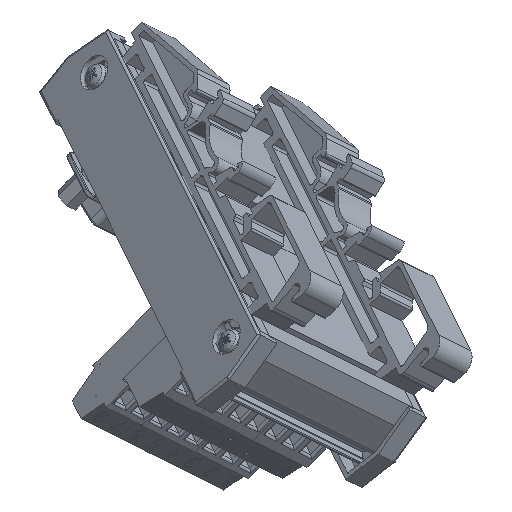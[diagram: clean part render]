
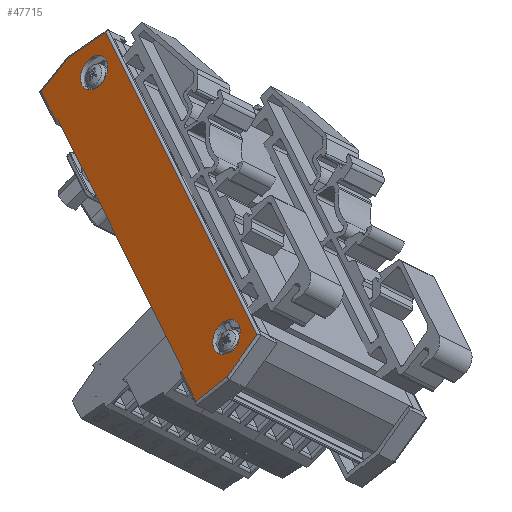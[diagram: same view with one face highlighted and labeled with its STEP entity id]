
A CAD part, left-side view. The second image highlights one B-rep face of the part: STEP entity #47715.
In plain terms, the highlighted face is planar.
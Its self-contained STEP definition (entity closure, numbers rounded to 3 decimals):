
#47254=CARTESIAN_POINT('',(-16.628,6.238,5.0));
#47255=VERTEX_POINT('',#47254);
#47262=CARTESIAN_POINT('',(54.672,6.238,5.0));
#47263=VERTEX_POINT('',#47262);
#47264=CARTESIAN_POINT('',(54.672,6.238,5.0));
#47265=DIRECTION('',(-1.0,0.0,0.0));
#47266=VECTOR('',#47265,71.3);
#47267=LINE('',#47264,#47266);
#47268=EDGE_CURVE('',#47263,#47255,#47267,.T.);
#47511=CARTESIAN_POINT('',(60.272,-5.162,5.0));
#47512=VERTEX_POINT('',#47511);
#47513=CARTESIAN_POINT('',(56.772,-5.162,5.0));
#47514=DIRECTION('',(0.0,0.0,-1.0));
#47515=DIRECTION('',(-1.0,0.0,0.0));
#47516=AXIS2_PLACEMENT_3D('',#47513,#47514,#47515);
#47517=CIRCLE('',#47516,3.5);
#47518=EDGE_CURVE('',#47512,#47512,#47517,.T.);
#47551=CARTESIAN_POINT('',(-15.228,-5.162,5.0));
#47552=VERTEX_POINT('',#47551);
#47553=CARTESIAN_POINT('',(-18.728,-5.162,5.0));
#47554=DIRECTION('',(0.0,0.0,-1.0));
#47555=DIRECTION('',(-1.0,0.0,0.0));
#47556=AXIS2_PLACEMENT_3D('',#47553,#47554,#47555);
#47557=CIRCLE('',#47556,3.5);
#47558=EDGE_CURVE('',#47552,#47552,#47557,.T.);
#47592=CARTESIAN_POINT('',(54.672,6.738,5.0));
#47593=VERTEX_POINT('',#47592);
#47594=CARTESIAN_POINT('',(54.672,6.738,5.0));
#47595=DIRECTION('',(0.0,-1.0,0.0));
#47596=VECTOR('',#47595,0.5);
#47597=LINE('',#47594,#47596);
#47598=EDGE_CURVE('',#47593,#47263,#47597,.T.);
#47623=CARTESIAN_POINT('',(-16.628,6.738,5.0));
#47624=VERTEX_POINT('',#47623);
#47632=CARTESIAN_POINT('',(-16.628,6.238,5.0));
#47633=DIRECTION('',(0.0,1.0,0.0));
#47634=VECTOR('',#47633,0.5);
#47635=LINE('',#47632,#47634);
#47636=EDGE_CURVE('',#47255,#47624,#47635,.T.);
#47645=CARTESIAN_POINT('',(19.022,-2.126,5.0));
#47646=DIRECTION('',(0.0,0.0,1.0));
#47647=DIRECTION('',(1.0,0.0,0.0));
#47648=AXIS2_PLACEMENT_3D('',#47645,#47646,#47647);
#47649=PLANE('',#47648);
#47650=ORIENTED_EDGE('',*,*,#47598,.T.);
#47651=ORIENTED_EDGE('',*,*,#47268,.T.);
#47652=ORIENTED_EDGE('',*,*,#47636,.T.);
#47653=CARTESIAN_POINT('',(-25.176,6.738,5.0));
#47654=VERTEX_POINT('',#47653);
#47655=CARTESIAN_POINT('',(-25.176,6.738,5.0));
#47656=DIRECTION('',(1.0,0.0,0.0));
#47657=VECTOR('',#47656,8.548);
#47658=LINE('',#47655,#47657);
#47659=EDGE_CURVE('',#47654,#47624,#47658,.T.);
#47660=ORIENTED_EDGE('',*,*,#47659,.F.);
#47661=CARTESIAN_POINT('',(-26.459,-1.405,5.0));
#47662=VERTEX_POINT('',#47661);
#47663=CARTESIAN_POINT('',(-26.459,-1.405,5.0));
#47664=DIRECTION('',(0.156,0.988,0.0));
#47665=VECTOR('',#47664,8.244);
#47666=LINE('',#47663,#47665);
#47667=EDGE_CURVE('',#47662,#47654,#47666,.T.);
#47668=ORIENTED_EDGE('',*,*,#47667,.F.);
#47669=CARTESIAN_POINT('',(-24.157,-11.162,5.0));
#47670=VERTEX_POINT('',#47669);
#47671=CARTESIAN_POINT('',(-24.157,-11.162,5.0));
#47672=DIRECTION('',(-0.23,0.973,0.0));
#47673=VECTOR('',#47672,10.024);
#47674=LINE('',#47671,#47673);
#47675=EDGE_CURVE('',#47670,#47662,#47674,.T.);
#47676=ORIENTED_EDGE('',*,*,#47675,.F.);
#47677=CARTESIAN_POINT('',(62.201,-11.162,5.0));
#47678=VERTEX_POINT('',#47677);
#47679=CARTESIAN_POINT('',(62.201,-11.162,5.0));
#47680=DIRECTION('',(-1.0,0.0,0.0));
#47681=VECTOR('',#47680,86.358);
#47682=LINE('',#47679,#47681);
#47683=EDGE_CURVE('',#47678,#47670,#47682,.T.);
#47684=ORIENTED_EDGE('',*,*,#47683,.F.);
#47685=CARTESIAN_POINT('',(64.503,-1.405,5.0));
#47686=VERTEX_POINT('',#47685);
#47687=CARTESIAN_POINT('',(64.503,-1.405,5.0));
#47688=DIRECTION('',(-0.23,-0.973,0.0));
#47689=VECTOR('',#47688,10.024);
#47690=LINE('',#47687,#47689);
#47691=EDGE_CURVE('',#47686,#47678,#47690,.T.);
#47692=ORIENTED_EDGE('',*,*,#47691,.F.);
#47693=CARTESIAN_POINT('',(63.22,6.738,5.0));
#47694=VERTEX_POINT('',#47693);
#47695=CARTESIAN_POINT('',(63.22,6.738,5.0));
#47696=DIRECTION('',(0.156,-0.988,0.0));
#47697=VECTOR('',#47696,8.244);
#47698=LINE('',#47695,#47697);
#47699=EDGE_CURVE('',#47694,#47686,#47698,.T.);
#47700=ORIENTED_EDGE('',*,*,#47699,.F.);
#47701=CARTESIAN_POINT('',(54.672,6.738,5.0));
#47702=DIRECTION('',(1.0,0.0,0.0));
#47703=VECTOR('',#47702,8.548);
#47704=LINE('',#47701,#47703);
#47705=EDGE_CURVE('',#47593,#47694,#47704,.T.);
#47706=ORIENTED_EDGE('',*,*,#47705,.F.);
#47707=EDGE_LOOP('',(#47650,#47651,#47652,#47660,#47668,#47676,#47684,#47692,#47700,#47706));
#47708=FACE_OUTER_BOUND('',#47707,.T.);
#47709=ORIENTED_EDGE('',*,*,#47518,.T.);
#47710=EDGE_LOOP('',(#47709));
#47711=FACE_BOUND('',#47710,.T.);
#47712=ORIENTED_EDGE('',*,*,#47558,.T.);
#47713=EDGE_LOOP('',(#47712));
#47714=FACE_BOUND('',#47713,.T.);
#47715=ADVANCED_FACE('',(#47708,#47711,#47714),#47649,.T.);
